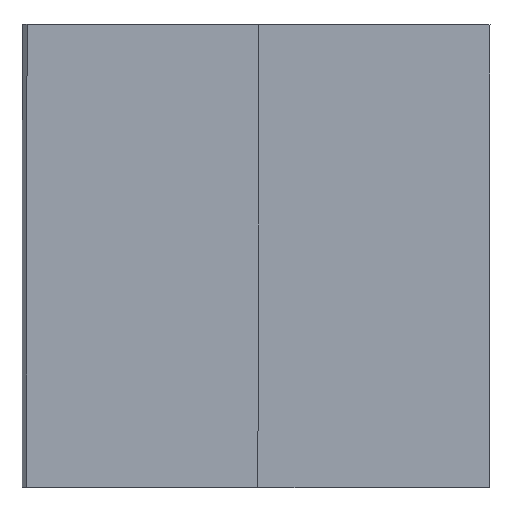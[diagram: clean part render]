
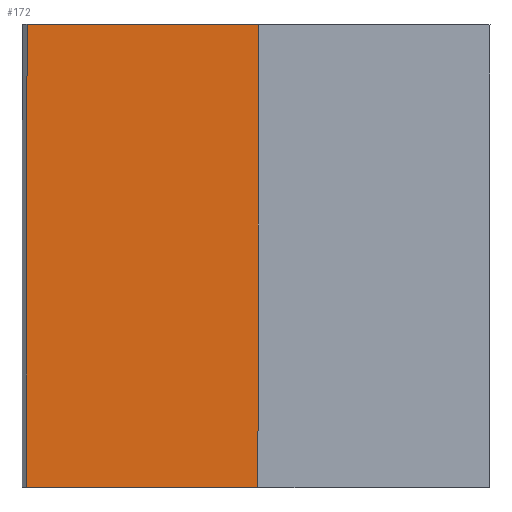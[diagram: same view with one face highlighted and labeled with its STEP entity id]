
A CAD part, left-side view. The second image highlights one B-rep face of the part: STEP entity #172.
In plain terms, the highlighted planar face has unit normal (-1, -0.003, 0).
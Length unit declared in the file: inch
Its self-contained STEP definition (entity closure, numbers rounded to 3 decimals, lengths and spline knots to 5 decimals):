
#5 = ORIENTED_EDGE ( 'NONE', *, *, #290, .F. ) ;
#6 = CARTESIAN_POINT ( 'NONE',  ( -59.05512, 0., 19.68504 ) ) ;
#7 = VECTOR ( 'NONE', #120, 39.37008 ) ;
#9 = DIRECTION ( 'NONE',  ( -1., 0., 0. ) ) ;
#20 = CARTESIAN_POINT ( 'NONE',  ( -59.05512, 19.68504, 19.68504 ) ) ;
#41 = LINE ( 'NONE', #6, #428 ) ;
#44 = VERTEX_POINT ( 'NONE', #429 ) ;
#75 = CARTESIAN_POINT ( 'NONE',  ( -59.05512, 19.68504, 19.68504 ) ) ;
#120 = DIRECTION ( 'NONE',  ( 0., -1., 0. ) ) ;
#135 = VERTEX_POINT ( 'NONE', #144 ) ;
#144 = CARTESIAN_POINT ( 'NONE',  ( -59.05512, 19.68504, -19.68504 ) ) ;
#168 = AXIS2_PLACEMENT_3D ( 'NONE', #208, #9, #575 ) ;
#172 = ADVANCED_FACE ( 'NONE', ( #445 ), #473, .T. ) ;
#201 = EDGE_CURVE ( 'NONE', #135, #607, #514, .T. ) ;
#203 = DIRECTION ( 'NONE',  ( 0., -1., 0. ) ) ;
#207 = VECTOR ( 'NONE', #456, 39.37008 ) ;
#208 = CARTESIAN_POINT ( 'NONE',  ( -59.05512, 19.68504, 19.68504 ) ) ;
#225 = VECTOR ( 'NONE', #203, 39.37008 ) ;
#241 = LINE ( 'NONE', #20, #7 ) ;
#290 = EDGE_CURVE ( 'NONE', #44, #607, #41, .T. ) ;
#304 = ORIENTED_EDGE ( 'NONE', *, *, #201, .T. ) ;
#375 = EDGE_LOOP ( 'NONE', ( #5, #421, #388, #304 ) ) ;
#388 = ORIENTED_EDGE ( 'NONE', *, *, #548, .T. ) ;
#405 = CARTESIAN_POINT ( 'NONE',  ( -59.05512, 0., -19.68504 ) ) ;
#421 = ORIENTED_EDGE ( 'NONE', *, *, #541, .F. ) ;
#428 = VECTOR ( 'NONE', #485, 39.37008 ) ;
#429 = CARTESIAN_POINT ( 'NONE',  ( -59.05512, 0., 19.68504 ) ) ;
#439 = CARTESIAN_POINT ( 'NONE',  ( -59.05512, 19.68504, -19.68504 ) ) ;
#445 = FACE_OUTER_BOUND ( 'NONE', #375, .T. ) ;
#456 = DIRECTION ( 'NONE',  ( 0., 0., -1. ) ) ;
#473 = PLANE ( 'NONE',  #168 ) ;
#485 = DIRECTION ( 'NONE',  ( 0., 0., -1. ) ) ;
#494 = VERTEX_POINT ( 'NONE', #589 ) ;
#507 = LINE ( 'NONE', #75, #207 ) ;
#514 = LINE ( 'NONE', #439, #225 ) ;
#541 = EDGE_CURVE ( 'NONE', #494, #44, #241, .T. ) ;
#548 = EDGE_CURVE ( 'NONE', #494, #135, #507, .T. ) ;
#575 = DIRECTION ( 'NONE',  ( 0., 0., 1. ) ) ;
#589 = CARTESIAN_POINT ( 'NONE',  ( -59.05512, 19.68504, 19.68504 ) ) ;
#607 = VERTEX_POINT ( 'NONE', #405 ) ;
